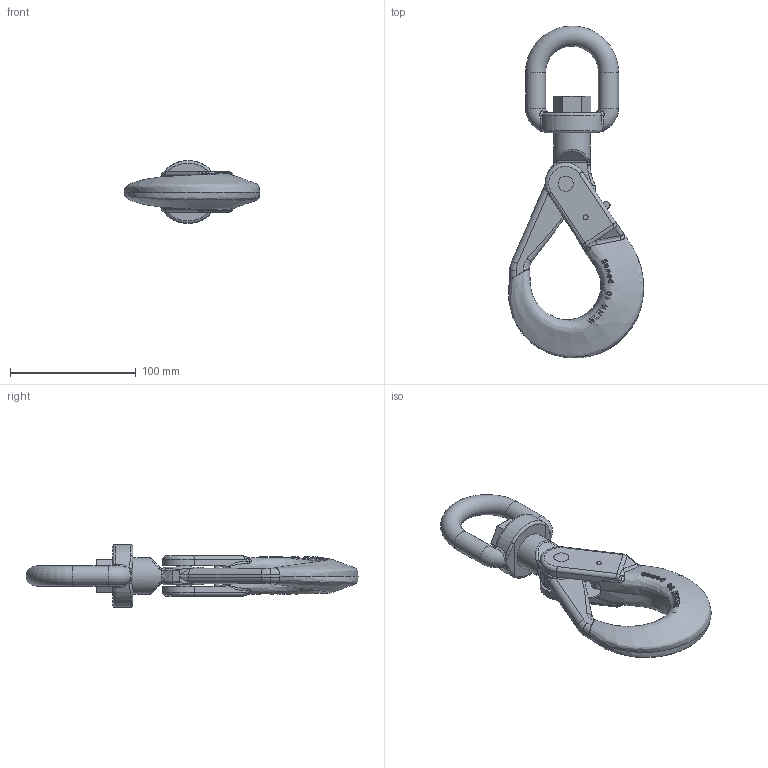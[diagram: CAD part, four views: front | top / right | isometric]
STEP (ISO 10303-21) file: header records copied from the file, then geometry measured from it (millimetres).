
FILE_DESCRIPTION(/* description */ (''),/* implementation_level */ '2;1');
FILE_NAME(/* name */ 'WLHW_WLHBW 10',/* time_stamp */ '2010-01-21T16:18:58+01:00',/* author */ (''),/* organization */ (''),/* preprocessor_version */ 'ST-DEVELOPER v9',/* originating_system */ 'UGS - NX 4.0',/* authorisation */ '');
FILE_SCHEMA (('AUTOMOTIVE_DESIGN { 1 0 10303 214 1 1 1 1 }'));
Length unit declared in the file: millimetre
Products named in the file (1): rit51A7l1k0
Bounding box: 107.45 x 264.05 x 50 mm (x, y, z)
Volume: 260803.3 mm3; surface area: 62013 mm2
Topology: 8 solids, 8 shells, 402 faces, 1033 edges, 645 vertices
Faces by surface type: plane 126, extrusion 89, bspline 84, cylinder 62, torus 35, sphere 6
Full cylindrical faces by diameter (mm): 4 x3, 5.4 x1, 12 x4, 16 x2, 18 x4, 29 x1, 30 x2
Entity records: 22632 total; most frequent: CARTESIAN_POINT 14144, ORIENTED_EDGE 1974, DIRECTION 1257, EDGE_CURVE 987, VERTEX_POINT 639, B_SPLINE_CURVE_WITH_KNOTS 573, EDGE_LOOP 460, AXIS2_PLACEMENT_3D 445
